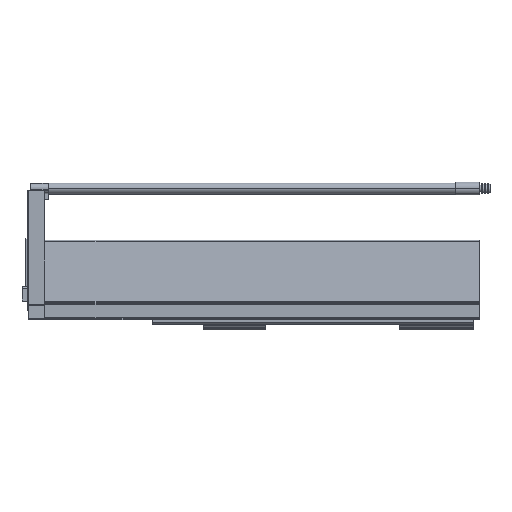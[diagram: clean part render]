
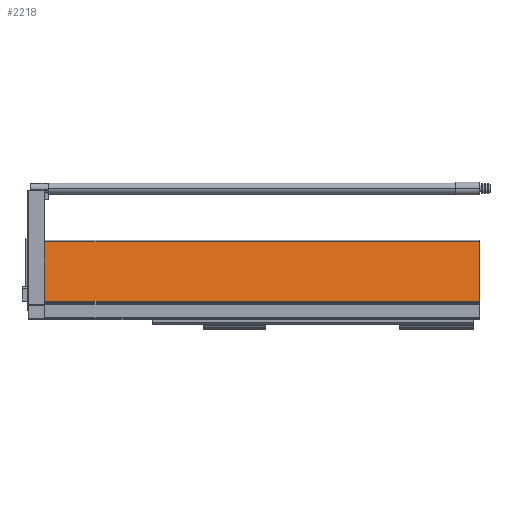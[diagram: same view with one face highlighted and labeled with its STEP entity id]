
A CAD part, top view. The second image highlights one B-rep face of the part: STEP entity #2218.
In plain terms, the highlighted planar face has unit normal (0, 0.139, 0.99).
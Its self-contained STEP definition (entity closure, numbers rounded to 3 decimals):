
#821 = EDGE_CURVE ( 'NONE', #5712, #7731, #8698, .T. ) ;
#2114 = CARTESIAN_POINT ( 'NONE',  ( 0., 10.222, 34.135 ) ) ;
#2218 = ADVANCED_FACE ( 'NONE', ( #3661 ), #10491, .T. ) ;
#2792 = DIRECTION ( 'NONE',  ( 0., -0.99, 0.139 ) ) ;
#2795 = DIRECTION ( 'NONE',  ( 0., -0.99, 0.139 ) ) ;
#3019 = CARTESIAN_POINT ( 'NONE',  ( -473.5, 75.024, 25.028 ) ) ;
#3056 = CARTESIAN_POINT ( 'NONE',  ( -473.5, 75.024, 25.028 ) ) ;
#3318 = ORIENTED_EDGE ( 'NONE', *, *, #821, .F. ) ;
#3661 = FACE_OUTER_BOUND ( 'NONE', #6207, .T. ) ;
#4215 = CARTESIAN_POINT ( 'NONE',  ( 0., 10.222, 34.135 ) ) ;
#4550 = VECTOR ( 'NONE', #2792, 1000. ) ;
#5360 = AXIS2_PLACEMENT_3D ( 'NONE', #10741, #8593, #2795 ) ;
#5712 = VERTEX_POINT ( 'NONE', #8326 ) ;
#6072 = DIRECTION ( 'NONE',  ( 1., 0., 0. ) ) ;
#6146 = VECTOR ( 'NONE', #9709, 1000. ) ;
#6207 = EDGE_LOOP ( 'NONE', ( #3318, #12495, #10743, #7598 ) ) ;
#6340 = VERTEX_POINT ( 'NONE', #6914 ) ;
#6914 = CARTESIAN_POINT ( 'NONE',  ( 0., 75.024, 25.028 ) ) ;
#7411 = VECTOR ( 'NONE', #11956, 1000. ) ;
#7598 = ORIENTED_EDGE ( 'NONE', *, *, #11261, .F. ) ;
#7654 = VERTEX_POINT ( 'NONE', #2114 ) ;
#7731 = VERTEX_POINT ( 'NONE', #3056 ) ;
#8142 = LINE ( 'NONE', #4215, #7411 ) ;
#8326 = CARTESIAN_POINT ( 'NONE',  ( -473.5, 10.222, 34.135 ) ) ;
#8398 = EDGE_CURVE ( 'NONE', #6340, #7654, #9477, .T. ) ;
#8593 = DIRECTION ( 'NONE',  ( 0., 0.139, 0.99 ) ) ;
#8633 = VECTOR ( 'NONE', #6072, 1000. ) ;
#8698 = LINE ( 'NONE', #3019, #6146 ) ;
#9477 = LINE ( 'NONE', #12347, #4550 ) ;
#9709 = DIRECTION ( 'NONE',  ( 0., 0.99, -0.139 ) ) ;
#9731 = CARTESIAN_POINT ( 'NONE',  ( -493., 75.024, 25.028 ) ) ;
#10491 = PLANE ( 'NONE',  #5360 ) ;
#10550 = EDGE_CURVE ( 'NONE', #5712, #7654, #8142, .T. ) ;
#10682 = LINE ( 'NONE', #9731, #8633 ) ;
#10741 = CARTESIAN_POINT ( 'NONE',  ( -493., 75.024, 25.028 ) ) ;
#10743 = ORIENTED_EDGE ( 'NONE', *, *, #8398, .F. ) ;
#11261 = EDGE_CURVE ( 'NONE', #7731, #6340, #10682, .T. ) ;
#11956 = DIRECTION ( 'NONE',  ( 1., 0., 0. ) ) ;
#12347 = CARTESIAN_POINT ( 'NONE',  ( 0., 75.024, 25.028 ) ) ;
#12495 = ORIENTED_EDGE ( 'NONE', *, *, #10550, .T. ) ;
